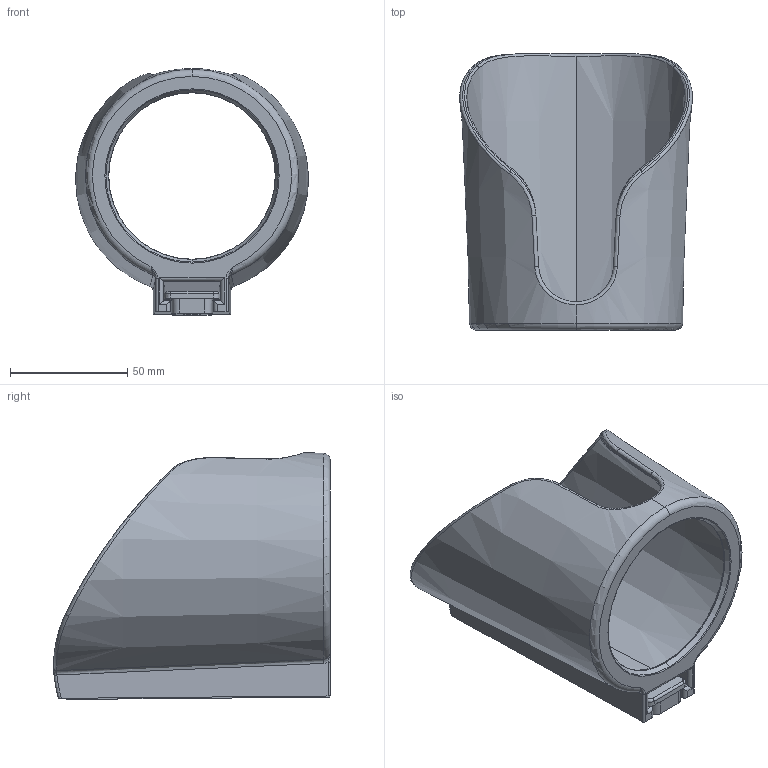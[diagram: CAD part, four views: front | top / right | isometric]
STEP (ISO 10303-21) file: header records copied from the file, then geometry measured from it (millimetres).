
FILE_DESCRIPTION(('STEP AP214'),'1');
FILE_NAME('fath_09308901.stp','2018-02-16T15:19:45',('TraceParts'),('TraceParts S.A.'),'Spatial InterOp 3D',' ',' ');
FILE_SCHEMA(('automotive_design'));
Length unit declared in the file: millimetre
Products named in the file (2): fath_09308901_1; fath_09308901_2
Bounding box: 99.28 x 117.99 x 105.3 mm (x, y, z)
Volume: 111606.5 mm3; surface area: 72002 mm2
Topology: 2 solids, 2 shells, 307 faces, 767 edges, 463 vertices
Faces by surface type: cone 80, torus 74, plane 59, cylinder 49, bspline 45
Entity records: 14945 total; most frequent: CARTESIAN_POINT 5424, ORIENTED_EDGE 1530, DIRECTION 1481, EDGE_CURVE 765, AXIS2_PLACEMENT_3D 617, VERTEX_POINT 463, CIRCLE 353, EDGE_LOOP 318
